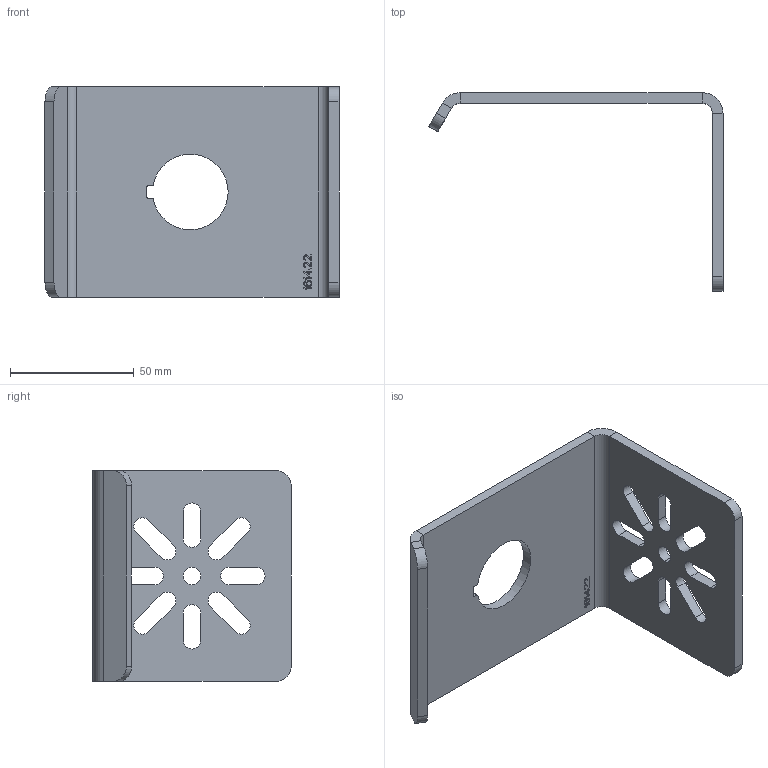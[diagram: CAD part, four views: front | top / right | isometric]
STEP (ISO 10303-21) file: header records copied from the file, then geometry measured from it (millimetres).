
FILE_DESCRIPTION((''),'2;1');
FILE_NAME('163145_ASM','2017-05-25T',('PDMAdmin'),('BANNER ENGINEERING'),'CREO PARAMETRIC BY PTC INC, 2016260','CREO PARAMETRIC BY PTC INC, 2016260','');
FILE_SCHEMA(('CONFIG_CONTROL_DESIGN'));
Length unit declared in the file: millimetre
Products named in the file (2): 161422; 163145_ASM
Assembly tree (1 placements, depth 2):
  163145_ASM
    161422
Bounding box: 118.64 x 80 x 85 mm (x, y, z)
Volume: 62460.6 mm3; surface area: 34169.2 mm2
Topology: 1 solids, 1 shells, 220 faces, 614 edges, 404 vertices
Faces by surface type: plane 189, cylinder 31
Entity records: 7059 total; most frequent: CARTESIAN_POINT 1241, ORIENTED_EDGE 1228, DIRECTION 1122, EDGE_CURVE 614, VECTOR 552, LINE 552, VERTEX_POINT 404, AXIS2_PLACEMENT_3D 285
